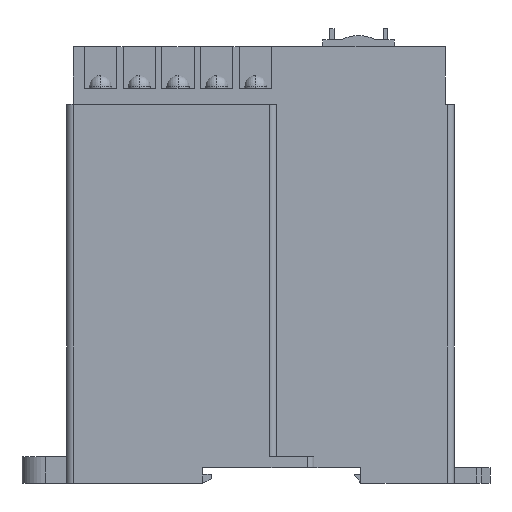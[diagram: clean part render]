
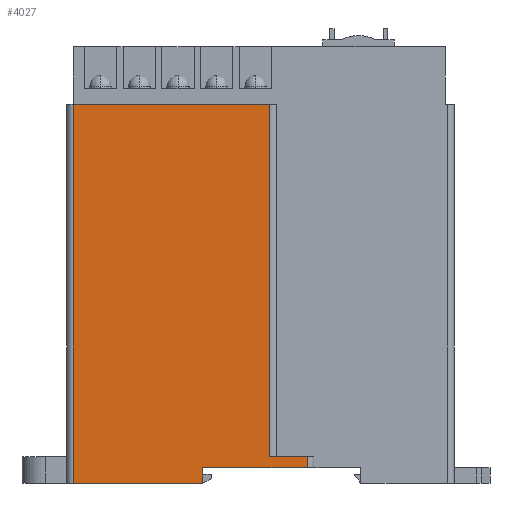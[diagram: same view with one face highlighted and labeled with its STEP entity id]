
A CAD part, left-side view. The second image highlights one B-rep face of the part: STEP entity #4027.
In plain terms, the highlighted planar face has unit normal (-1, 0, 0).
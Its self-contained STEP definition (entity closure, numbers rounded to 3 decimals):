
#64 = VERTEX_POINT ( 'NONE', #1149 ) ;
#92 = VERTEX_POINT ( 'NONE', #3842 ) ;
#104 = ORIENTED_EDGE ( 'NONE', *, *, #3332, .F. ) ;
#165 = DIRECTION ( 'NONE',  ( 0., -1., 0. ) ) ;
#250 = DIRECTION ( 'NONE',  ( 0., 1., 0. ) ) ;
#381 = EDGE_CURVE ( 'NONE', #2894, #6404, #2677, .T. ) ;
#401 = VECTOR ( 'NONE', #2342, 1000. ) ;
#549 = LINE ( 'NONE', #750, #5487 ) ;
#624 = EDGE_CURVE ( 'NONE', #3884, #64, #549, .T. ) ;
#659 = DIRECTION ( 'NONE',  ( 0., 1., 0. ) ) ;
#701 = LINE ( 'NONE', #3423, #3305 ) ;
#750 = CARTESIAN_POINT ( 'NONE',  ( -25., -2.75, 3.5 ) ) ;
#968 = VECTOR ( 'NONE', #5907, 1000. ) ;
#977 = EDGE_CURVE ( 'NONE', #64, #5096, #5059, .T. ) ;
#989 = FACE_OUTER_BOUND ( 'NONE', #5547, .T. ) ;
#1149 = CARTESIAN_POINT ( 'NONE',  ( -25., -2.75, 3.5 ) ) ;
#1268 = CARTESIAN_POINT ( 'NONE',  ( -25., 27.75, 6. ) ) ;
#1488 = EDGE_CURVE ( 'NONE', #3884, #5122, #701, .T. ) ;
#1658 = VECTOR ( 'NONE', #4271, 1000. ) ;
#1893 = CARTESIAN_POINT ( 'NONE',  ( -25., 26.25, 0. ) ) ;
#1945 = DIRECTION ( 'NONE',  ( 0., -1., 0. ) ) ;
#2342 = DIRECTION ( 'NONE',  ( 0., 0., -1. ) ) ;
#2595 = ORIENTED_EDGE ( 'NONE', *, *, #1488, .T. ) ;
#2604 = EDGE_CURVE ( 'NONE', #2894, #4089, #2942, .T. ) ;
#2677 = LINE ( 'NONE', #3062, #5214 ) ;
#2894 = VERTEX_POINT ( 'NONE', #5346 ) ;
#2942 = LINE ( 'NONE', #4255, #5309 ) ;
#3050 = LINE ( 'NONE', #1268, #4340 ) ;
#3062 = CARTESIAN_POINT ( 'NONE',  ( -25., 26.25, 85. ) ) ;
#3087 = AXIS2_PLACEMENT_3D ( 'NONE', #6160, #3391, #250 ) ;
#3162 = CARTESIAN_POINT ( 'NONE',  ( -25., -2.75, 0. ) ) ;
#3165 = LINE ( 'NONE', #3337, #1658 ) ;
#3305 = VECTOR ( 'NONE', #4619, 1000. ) ;
#3332 = EDGE_CURVE ( 'NONE', #6404, #92, #5662, .T. ) ;
#3337 = CARTESIAN_POINT ( 'NONE',  ( -25., 27.75, 0. ) ) ;
#3341 = CARTESIAN_POINT ( 'NONE',  ( -25., -17.75, 83.5 ) ) ;
#3391 = DIRECTION ( 'NONE',  ( 1., 0., 0. ) ) ;
#3418 = CARTESIAN_POINT ( 'NONE',  ( -25., -17.75, 85. ) ) ;
#3423 = CARTESIAN_POINT ( 'NONE',  ( -25., -26.25, 6. ) ) ;
#3709 = ORIENTED_EDGE ( 'NONE', *, *, #977, .F. ) ;
#3842 = CARTESIAN_POINT ( 'NONE',  ( -25., -17.75, 6. ) ) ;
#3884 = VERTEX_POINT ( 'NONE', #4230 ) ;
#4027 = ADVANCED_FACE ( 'NONE', ( #989 ), #5232, .F. ) ;
#4089 = VERTEX_POINT ( 'NONE', #1893 ) ;
#4230 = CARTESIAN_POINT ( 'NONE',  ( -25., -26.25, 3.5 ) ) ;
#4255 = CARTESIAN_POINT ( 'NONE',  ( -25., 26.25, 6. ) ) ;
#4271 = DIRECTION ( 'NONE',  ( 0., -1., 0. ) ) ;
#4340 = VECTOR ( 'NONE', #165, 1000. ) ;
#4619 = DIRECTION ( 'NONE',  ( 0., 0., 1. ) ) ;
#4626 = EDGE_CURVE ( 'NONE', #4089, #5096, #3165, .T. ) ;
#4634 = CARTESIAN_POINT ( 'NONE',  ( -25., -26.25, 6. ) ) ;
#4737 = DIRECTION ( 'NONE',  ( 0., 0., -1. ) ) ;
#5036 = ORIENTED_EDGE ( 'NONE', *, *, #6269, .F. ) ;
#5053 = ORIENTED_EDGE ( 'NONE', *, *, #4626, .T. ) ;
#5059 = LINE ( 'NONE', #6175, #968 ) ;
#5096 = VERTEX_POINT ( 'NONE', #3162 ) ;
#5122 = VERTEX_POINT ( 'NONE', #4634 ) ;
#5214 = VECTOR ( 'NONE', #1945, 1000. ) ;
#5232 = PLANE ( 'NONE',  #3087 ) ;
#5309 = VECTOR ( 'NONE', #4737, 1000. ) ;
#5346 = CARTESIAN_POINT ( 'NONE',  ( -25., 26.25, 85. ) ) ;
#5487 = VECTOR ( 'NONE', #659, 1000. ) ;
#5547 = EDGE_LOOP ( 'NONE', ( #5053, #3709, #5893, #2595, #5036, #104, #5763, #6340 ) ) ;
#5662 = LINE ( 'NONE', #3341, #401 ) ;
#5763 = ORIENTED_EDGE ( 'NONE', *, *, #381, .F. ) ;
#5893 = ORIENTED_EDGE ( 'NONE', *, *, #624, .F. ) ;
#5907 = DIRECTION ( 'NONE',  ( 0., 0., -1. ) ) ;
#6160 = CARTESIAN_POINT ( 'NONE',  ( -25., 27.75, 6. ) ) ;
#6175 = CARTESIAN_POINT ( 'NONE',  ( -25., -2.75, 3.5 ) ) ;
#6269 = EDGE_CURVE ( 'NONE', #92, #5122, #3050, .T. ) ;
#6340 = ORIENTED_EDGE ( 'NONE', *, *, #2604, .T. ) ;
#6404 = VERTEX_POINT ( 'NONE', #3418 ) ;
